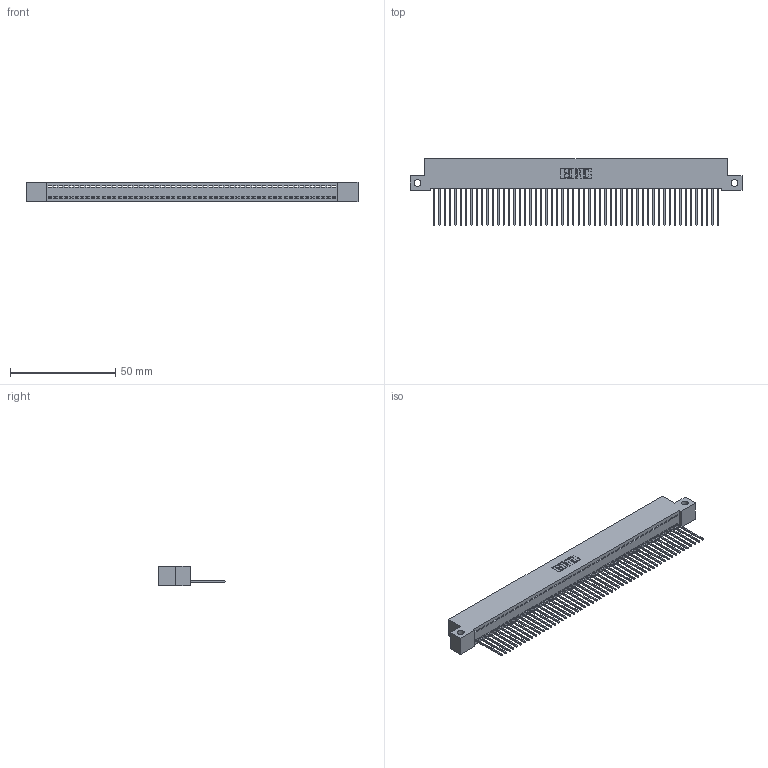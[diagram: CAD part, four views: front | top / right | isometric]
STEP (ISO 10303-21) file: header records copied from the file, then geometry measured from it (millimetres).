
FILE_DESCRIPTION (( 'STEP AP203' ), '1' );
FILE_NAME ('392-054-542-112.STEP', '2018-08-17T09:25:22', ( '' ), ( '' ), 'SwSTEP 2.0', 'SolidWorks 2016', '' );
FILE_SCHEMA (( 'CONFIG_CONTROL_DESIGN' ));
Length unit declared in the file: inch
Products named in the file (3): 342 Part_Side Mount; 345-292-001_345-293-142; 392-054-542-112
Assembly tree (55 placements, depth 2):
  392-054-542-112
    342 Part_Side Mount
    345-292-001_345-293-142  x54
Bounding box: 157.48 x 31.63 x 9.4 mm (x, y, z)
Volume: 13898.3 mm3; surface area: 21202.7 mm2
Topology: 55 solids, 55 shells, 3242 faces, 9803 edges, 6462 vertices
Faces by surface type: plane 2334, cylinder 908
Entity records: 31349 total; most frequent: CARTESIAN_POINT 5412, ORIENTED_EDGE 5402, DIRECTION 4541, EDGE_CURVE 2701, VECTOR 2573, LINE 2573, VERTEX_POINT 1798, AXIS2_PLACEMENT_3D 984
